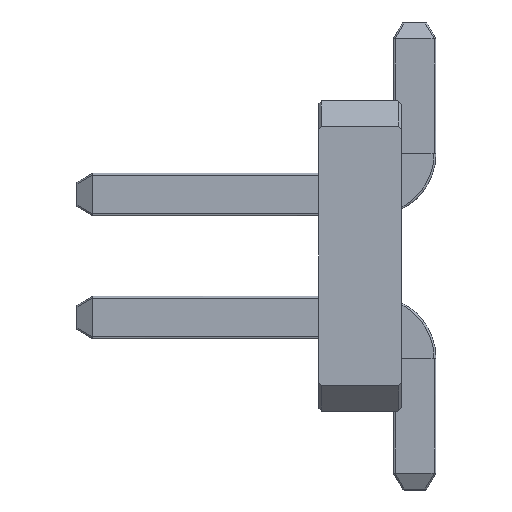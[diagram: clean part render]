
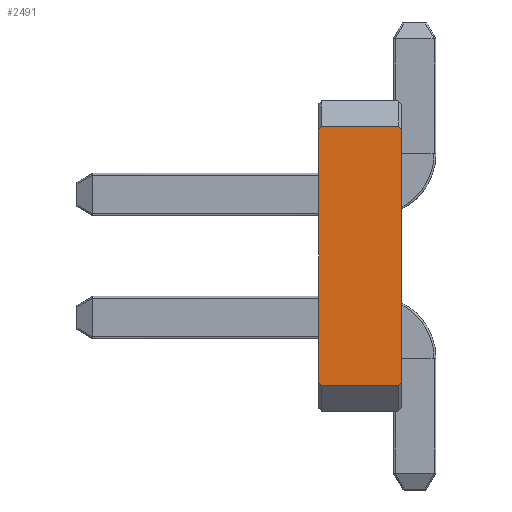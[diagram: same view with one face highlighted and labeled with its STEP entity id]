
A CAD part, left-side view. The second image highlights one B-rep face of the part: STEP entity #2491.
In plain terms, the highlighted planar face has unit normal (-1, 0, 0).
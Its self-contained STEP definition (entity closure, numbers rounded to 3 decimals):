
#8 = VECTOR ( 'NONE', #3001, 1000. ) ;
#58 = LINE ( 'NONE', #1066, #8 ) ;
#205 = CARTESIAN_POINT ( 'NONE',  ( -0.635, 0., -1.305 ) ) ;
#210 = EDGE_LOOP ( 'NONE', ( #1535, #1508, #341, #3108, #1199, #2007, #1354, #2193 ) ) ;
#341 = ORIENTED_EDGE ( 'NONE', *, *, #2957, .T. ) ;
#371 = LINE ( 'NONE', #848, #653 ) ;
#372 = LINE ( 'NONE', #1368, #1106 ) ;
#391 = VERTEX_POINT ( 'NONE', #818 ) ;
#401 = DIRECTION ( 'NONE',  ( 1., 0., 0. ) ) ;
#445 = CARTESIAN_POINT ( 'NONE',  ( -0.635, 0.85, -1.34 ) ) ;
#531 = VECTOR ( 'NONE', #2545, 1000. ) ;
#536 = EDGE_CURVE ( 'NONE', #2810, #2457, #1698, .T. ) ;
#653 = VECTOR ( 'NONE', #822, 1000. ) ;
#753 = CARTESIAN_POINT ( 'NONE',  ( -0.635, 0.825, 1.34 ) ) ;
#771 = EDGE_CURVE ( 'NONE', #391, #1867, #791, .T. ) ;
#791 = LINE ( 'NONE', #1483, #1957 ) ;
#803 = EDGE_CURVE ( 'NONE', #2810, #2883, #58, .T. ) ;
#818 = CARTESIAN_POINT ( 'NONE',  ( -0.635, 0., 1.305 ) ) ;
#822 = DIRECTION ( 'NONE',  ( 0., -1., 0. ) ) ;
#848 = CARTESIAN_POINT ( 'NONE',  ( -0.635, 0.85, 1.34 ) ) ;
#1037 = VERTEX_POINT ( 'NONE', #2146 ) ;
#1066 = CARTESIAN_POINT ( 'NONE',  ( -0.635, 1.008, -1.081 ) ) ;
#1103 = CARTESIAN_POINT ( 'NONE',  ( -0.635, 0.85, -1.34 ) ) ;
#1106 = VECTOR ( 'NONE', #2332, 1000. ) ;
#1199 = ORIENTED_EDGE ( 'NONE', *, *, #2460, .T. ) ;
#1283 = CARTESIAN_POINT ( 'NONE',  ( -0.635, 0.825, -1.34 ) ) ;
#1307 = VECTOR ( 'NONE', #1598, 1000. ) ;
#1354 = ORIENTED_EDGE ( 'NONE', *, *, #1684, .F. ) ;
#1361 = CARTESIAN_POINT ( 'NONE',  ( -0.635, 0., -1.34 ) ) ;
#1368 = CARTESIAN_POINT ( 'NONE',  ( -0.635, 1.008, 1.081 ) ) ;
#1483 = CARTESIAN_POINT ( 'NONE',  ( -0.635, 0.025, 1.34 ) ) ;
#1508 = ORIENTED_EDGE ( 'NONE', *, *, #803, .T. ) ;
#1525 = CARTESIAN_POINT ( 'NONE',  ( -0.635, 0.025, 1.34 ) ) ;
#1535 = ORIENTED_EDGE ( 'NONE', *, *, #536, .F. ) ;
#1565 = VERTEX_POINT ( 'NONE', #753 ) ;
#1580 = CARTESIAN_POINT ( 'NONE',  ( -0.635, 0.025, -1.34 ) ) ;
#1598 = DIRECTION ( 'NONE',  ( 0., -1., 0. ) ) ;
#1653 = DIRECTION ( 'NONE',  ( 0., 0., -1. ) ) ;
#1684 = EDGE_CURVE ( 'NONE', #1565, #1867, #371, .T. ) ;
#1698 = LINE ( 'NONE', #1717, #2514 ) ;
#1712 = VECTOR ( 'NONE', #2329, 1000. ) ;
#1717 = CARTESIAN_POINT ( 'NONE',  ( -0.635, 0.85, -1.34 ) ) ;
#1789 = LINE ( 'NONE', #1103, #1307 ) ;
#1867 = VERTEX_POINT ( 'NONE', #1525 ) ;
#1885 = PLANE ( 'NONE',  #2068 ) ;
#1957 = VECTOR ( 'NONE', #2730, 1000. ) ;
#2007 = ORIENTED_EDGE ( 'NONE', *, *, #771, .T. ) ;
#2064 = EDGE_CURVE ( 'NONE', #1565, #2457, #372, .T. ) ;
#2068 = AXIS2_PLACEMENT_3D ( 'NONE', #445, #401, #1653 ) ;
#2091 = CARTESIAN_POINT ( 'NONE',  ( -0.635, 0.85, 1.305 ) ) ;
#2146 = CARTESIAN_POINT ( 'NONE',  ( -0.635, 0.025, -1.34 ) ) ;
#2162 = DIRECTION ( 'NONE',  ( 0., 0., 1. ) ) ;
#2193 = ORIENTED_EDGE ( 'NONE', *, *, #2064, .T. ) ;
#2329 = DIRECTION ( 'NONE',  ( 0., 0., 1. ) ) ;
#2332 = DIRECTION ( 'NONE',  ( 0., 0.577, -0.816 ) ) ;
#2457 = VERTEX_POINT ( 'NONE', #2091 ) ;
#2460 = EDGE_CURVE ( 'NONE', #2540, #391, #2801, .T. ) ;
#2491 = ADVANCED_FACE ( 'NONE', ( #2858 ), #1885, .F. ) ;
#2514 = VECTOR ( 'NONE', #2162, 1000. ) ;
#2540 = VERTEX_POINT ( 'NONE', #205 ) ;
#2545 = DIRECTION ( 'NONE',  ( 0., -0.577, 0.816 ) ) ;
#2730 = DIRECTION ( 'NONE',  ( 0., 0.577, 0.816 ) ) ;
#2752 = EDGE_CURVE ( 'NONE', #1037, #2540, #3002, .T. ) ;
#2801 = LINE ( 'NONE', #1361, #1712 ) ;
#2810 = VERTEX_POINT ( 'NONE', #2988 ) ;
#2858 = FACE_OUTER_BOUND ( 'NONE', #210, .T. ) ;
#2883 = VERTEX_POINT ( 'NONE', #1283 ) ;
#2957 = EDGE_CURVE ( 'NONE', #2883, #1037, #1789, .T. ) ;
#2988 = CARTESIAN_POINT ( 'NONE',  ( -0.635, 0.85, -1.305 ) ) ;
#3001 = DIRECTION ( 'NONE',  ( 0., -0.577, -0.816 ) ) ;
#3002 = LINE ( 'NONE', #1580, #531 ) ;
#3108 = ORIENTED_EDGE ( 'NONE', *, *, #2752, .T. ) ;
